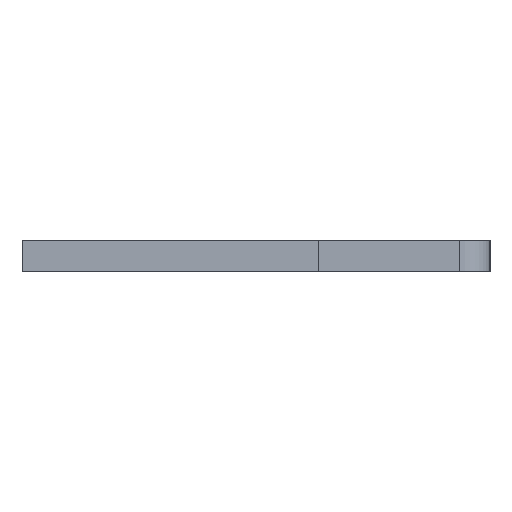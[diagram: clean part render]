
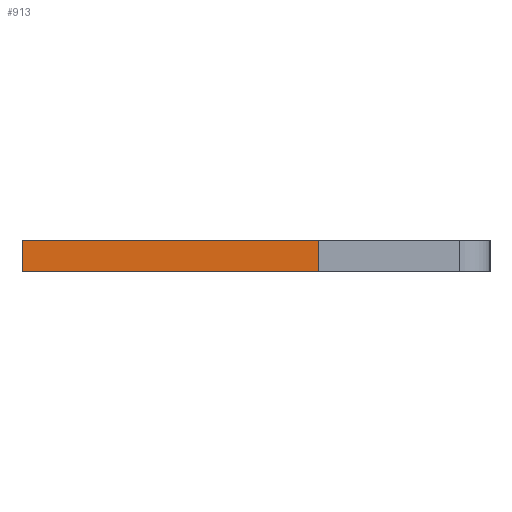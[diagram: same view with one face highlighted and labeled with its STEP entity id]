
A CAD part, left-side view. The second image highlights one B-rep face of the part: STEP entity #913.
In plain terms, the highlighted face is planar.
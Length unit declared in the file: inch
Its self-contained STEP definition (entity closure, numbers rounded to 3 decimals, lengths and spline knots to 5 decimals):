
#127 = CARTESIAN_POINT ( 'NONE',  ( 0.01, -0.04, -0.04 ) ) ;
#274 = DIRECTION ( 'NONE',  ( 1., 0., 0. ) ) ;
#275 = VERTEX_POINT ( 'NONE', #1074 ) ;
#289 = CARTESIAN_POINT ( 'NONE',  ( 0.01, 0.15, -0.04 ) ) ;
#322 = AXIS2_PLACEMENT_3D ( 'NONE', #289, #927, #274 ) ;
#350 = DIRECTION ( 'NONE',  ( -1., 0., 0. ) ) ;
#371 = CARTESIAN_POINT ( 'NONE',  ( -0.01, 0.15, -0.04 ) ) ;
#491 = CARTESIAN_POINT ( 'NONE',  ( 0.01, 0.15, -0.04 ) ) ;
#538 = ORIENTED_EDGE ( 'NONE', *, *, #2428, .F. ) ;
#546 = CARTESIAN_POINT ( 'NONE',  ( 0.01, 0.15, -0.04 ) ) ;
#595 = LINE ( 'NONE', #371, #1670 ) ;
#613 = VERTEX_POINT ( 'NONE', #1739 ) ;
#663 = LINE ( 'NONE', #127, #1180 ) ;
#913 = ADVANCED_FACE ( 'NONE', ( #1714 ), #920, .F. ) ;
#920 = PLANE ( 'NONE',  #322 ) ;
#927 = DIRECTION ( 'NONE',  ( 0., 0., 1. ) ) ;
#946 = ORIENTED_EDGE ( 'NONE', *, *, #994, .F. ) ;
#994 = EDGE_CURVE ( 'NONE', #2408, #2710, #2741, .T. ) ;
#1074 = CARTESIAN_POINT ( 'NONE',  ( -0.01, -0.04, -0.04 ) ) ;
#1125 = DIRECTION ( 'NONE',  ( 0., 1., 0. ) ) ;
#1162 = ORIENTED_EDGE ( 'NONE', *, *, #2385, .T. ) ;
#1180 = VECTOR ( 'NONE', #350, 39.37008 ) ;
#1237 = DIRECTION ( 'NONE',  ( 0., 1., 0. ) ) ;
#1249 = LINE ( 'NONE', #546, #2193 ) ;
#1454 = EDGE_LOOP ( 'NONE', ( #1162, #538, #946, #2540 ) ) ;
#1461 = DIRECTION ( 'NONE',  ( -1., 0., 0. ) ) ;
#1670 = VECTOR ( 'NONE', #1237, 39.37008 ) ;
#1708 = CARTESIAN_POINT ( 'NONE',  ( 0.01, 0.15, -0.04 ) ) ;
#1714 = FACE_OUTER_BOUND ( 'NONE', #1454, .T. ) ;
#1739 = CARTESIAN_POINT ( 'NONE',  ( -0.01, 0.15, -0.04 ) ) ;
#1868 = CARTESIAN_POINT ( 'NONE',  ( 0.01, -0.04, -0.04 ) ) ;
#2193 = VECTOR ( 'NONE', #1461, 39.37008 ) ;
#2385 = EDGE_CURVE ( 'NONE', #275, #613, #595, .T. ) ;
#2408 = VERTEX_POINT ( 'NONE', #1868 ) ;
#2428 = EDGE_CURVE ( 'NONE', #2710, #613, #1249, .T. ) ;
#2502 = VECTOR ( 'NONE', #1125, 39.37008 ) ;
#2540 = ORIENTED_EDGE ( 'NONE', *, *, #2550, .T. ) ;
#2550 = EDGE_CURVE ( 'NONE', #2408, #275, #663, .T. ) ;
#2710 = VERTEX_POINT ( 'NONE', #1708 ) ;
#2741 = LINE ( 'NONE', #491, #2502 ) ;
